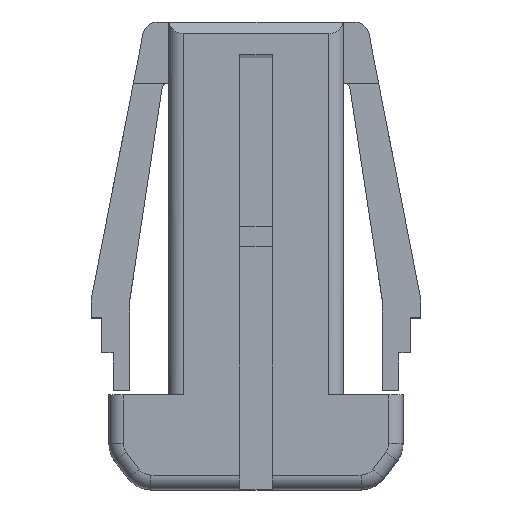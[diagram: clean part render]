
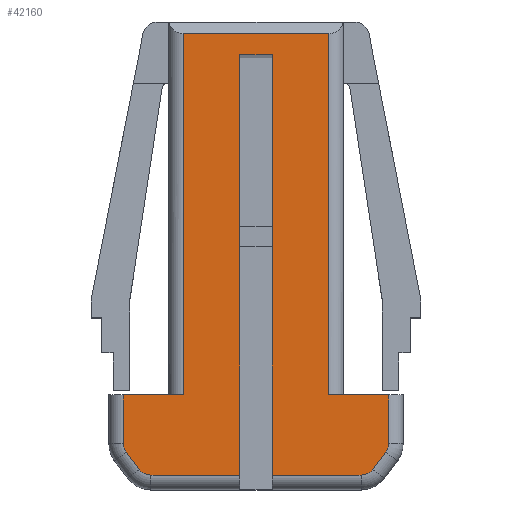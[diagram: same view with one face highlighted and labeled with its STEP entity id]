
A CAD part, top view. The second image highlights one B-rep face of the part: STEP entity #42160.
In plain terms, the highlighted planar face has unit normal (0, 0, 1).
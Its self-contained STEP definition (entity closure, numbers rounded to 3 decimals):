
#570=CARTESIAN_POINT('',(-117.104,-48.849,
58.92));
#580=VERTEX_POINT('',#570);
#740=CARTESIAN_POINT('',(-120.158,-48.849,
58.92));
#750=VERTEX_POINT('',#740);
#780=CARTESIAN_POINT('',(-117.958,-48.849,
58.92));
#790=DIRECTION('',(1.,0.,0.));
#800=VECTOR('',#790,1.);
#810=LINE('',#780,#800);
#820=EDGE_CURVE('',#750,#580,#810,.T.);
#4550=CARTESIAN_POINT('',(-117.104,-48.349,
58.92));
#4560=DIRECTION('',(0.,-0.,-1.));
#4570=DIRECTION('',(0.,1.,0.));
#4580=AXIS2_PLACEMENT_3D('',#4550,#4560,#4570);
#4590=CIRCLE('',#4580,0.5);
#4600=CARTESIAN_POINT('',(-116.706,-48.651,
58.92));
#4610=VERTEX_POINT('',#4600);
#4620=EDGE_CURVE('',#4610,#580,#4590,.T.);
#8580=CARTESIAN_POINT('',(-124.71,-48.651,
58.92));
#8590=VERTEX_POINT('',#8580);
#8620=CARTESIAN_POINT('',(-124.312,-48.349,
58.92));
#8630=DIRECTION('',(0.,-0.,-1.));
#8640=DIRECTION('',(0.,1.,0.));
#8650=AXIS2_PLACEMENT_3D('',#8620,#8630,#8640);
#8660=CIRCLE('',#8650,0.5);
#8670=CARTESIAN_POINT('',(-124.312,-48.849,
58.92));
#8680=VERTEX_POINT('',#8670);
#8690=EDGE_CURVE('',#8680,#8590,#8660,.T.);
#9020=CARTESIAN_POINT('',(-121.258,-48.849,
58.92));
#9030=VERTEX_POINT('',#9020);
#9130=CARTESIAN_POINT('',(-117.958,-48.849,
58.92));
#9140=DIRECTION('',(1.,0.,0.));
#9150=VECTOR('',#9140,1.);
#9160=LINE('',#9130,#9150);
#9170=EDGE_CURVE('',#8680,#9030,#9160,.T.);
#15070=CARTESIAN_POINT('',(-125.258,-47.762,
58.92));
#15080=VERTEX_POINT('',#15070);
#15110=CARTESIAN_POINT('',(-124.758,-47.762,
58.92));
#15120=DIRECTION('',(0.,-0.,-1.));
#15130=DIRECTION('',(0.,1.,0.));
#15140=AXIS2_PLACEMENT_3D('',#15110,#15120,#15130);
#15150=CIRCLE('',#15140,0.5);
#15160=CARTESIAN_POINT('',(-125.156,-48.064,
58.92));
#15170=VERTEX_POINT('',#15160);
#15180=EDGE_CURVE('',#15170,#15080,#15150,.T.);
#15580=CARTESIAN_POINT('',(-121.258,-34.424,
58.92));
#15590=VERTEX_POINT('',#15580);
#15620=CARTESIAN_POINT('',(-119.058,-34.424,
58.92));
#15630=DIRECTION('',(-1.,0.,0.));
#15640=VECTOR('',#15630,1.);
#15650=LINE('',#15620,#15640);
#15660=CARTESIAN_POINT('',(-120.158,-34.424,
58.92));
#15670=VERTEX_POINT('',#15660);
#15680=EDGE_CURVE('',#15670,#15590,#15650,.T.);
#22320=CARTESIAN_POINT('',(-123.208,-33.699,
58.92));
#22330=VERTEX_POINT('',#22320);
#22490=CARTESIAN_POINT('',(-118.208,-33.699,
58.92));
#22500=VERTEX_POINT('',#22490);
#22530=CARTESIAN_POINT('',(-120.708,-33.699,
58.92));
#22540=DIRECTION('',(-1.,0.,0.));
#22550=VECTOR('',#22540,1.);
#22560=LINE('',#22530,#22550);
#22570=EDGE_CURVE('',#22500,#22330,#22560,.T.);
#25620=CARTESIAN_POINT('',(-118.208,-46.099,
58.92));
#25630=VERTEX_POINT('',#25620);
#25660=CARTESIAN_POINT('',(-118.208,-40.131,
58.92));
#25670=DIRECTION('',(0.,-1.,0.));
#25680=VECTOR('',#25670,1.);
#25690=LINE('',#25660,#25680);
#25700=EDGE_CURVE('',#22500,#25630,#25690,.T.);
#39050=CARTESIAN_POINT('',(-131.185,-40.131,
58.92));
#39060=DIRECTION('',(-0.605,0.796,0.));
#39070=VECTOR('',#39060,1.);
#39080=LINE('',#39050,#39070);
#39090=EDGE_CURVE('',#8590,#15170,#39080,.T.);
#41350=CARTESIAN_POINT('',(-119.383,-41.636,
58.92));
#41360=DIRECTION('',(-0.,0.,1.));
#41370=DIRECTION('',(1.,0.,0.));
#41380=AXIS2_PLACEMENT_3D('',#41350,#41360,#41370);
#41390=PLANE('',#41380);
#41400=CARTESIAN_POINT('',(-120.158,-40.131,
58.92));
#41410=DIRECTION('',(0.,-1.,0.));
#41420=VECTOR('',#41410,1.);
#41430=LINE('',#41400,#41420);
#41440=EDGE_CURVE('',#15670,#750,#41430,.T.);
#41450=ORIENTED_EDGE('',*,*,#41440,.T.);
#41460=ORIENTED_EDGE('',*,*,#15680,.F.);
#41470=CARTESIAN_POINT('',(-121.258,-40.131,
58.92));
#41480=DIRECTION('',(0.,-1.,0.));
#41490=VECTOR('',#41480,1.);
#41500=LINE('',#41470,#41490);
#41510=EDGE_CURVE('',#15590,#9030,#41500,.T.);
#41520=ORIENTED_EDGE('',*,*,#41510,.F.);
#41530=ORIENTED_EDGE('',*,*,#9170,.T.);
#41540=ORIENTED_EDGE('',*,*,#8690,.F.);
#41550=ORIENTED_EDGE('',*,*,#39090,.F.);
#41560=ORIENTED_EDGE('',*,*,#15180,.F.);
#41570=CARTESIAN_POINT('',(-125.258,-40.131,
58.92));
#41580=DIRECTION('',(0.,1.,0.));
#41590=VECTOR('',#41580,1.);
#41600=LINE('',#41570,#41590);
#41610=CARTESIAN_POINT('',(-125.258,-46.099,
58.92));
#41620=VERTEX_POINT('',#41610);
#41630=EDGE_CURVE('',#15080,#41620,#41600,.T.);
#41640=ORIENTED_EDGE('',*,*,#41630,.F.);
#41650=CARTESIAN_POINT('',(-117.958,-46.099,
58.92));
#41660=DIRECTION('',(1.,0.,0.));
#41670=VECTOR('',#41660,1.);
#41680=LINE('',#41650,#41670);
#41690=CARTESIAN_POINT('',(-123.208,-46.099,
58.92));
#41700=VERTEX_POINT('',#41690);
#41710=EDGE_CURVE('',#41620,#41700,#41680,.T.);
#41720=ORIENTED_EDGE('',*,*,#41710,.F.);
#41730=CARTESIAN_POINT('',(-123.208,-40.131,
58.92));
#41740=DIRECTION('',(0.,-1.,0.));
#41750=VECTOR('',#41740,1.);
#41760=LINE('',#41730,#41750);
#41770=EDGE_CURVE('',#22330,#41700,#41760,.T.);
#41780=ORIENTED_EDGE('',*,*,#41770,.T.);
#41790=ORIENTED_EDGE('',*,*,#22570,.T.);
#41800=ORIENTED_EDGE('',*,*,#25700,.F.);
#41810=CARTESIAN_POINT('',(-123.458,-46.099,
58.92));
#41820=DIRECTION('',(-1.,0.,0.));
#41830=VECTOR('',#41820,1.);
#41840=LINE('',#41810,#41830);
#41850=CARTESIAN_POINT('',(-116.158,-46.099,
58.92));
#41860=VERTEX_POINT('',#41850);
#41870=EDGE_CURVE('',#41860,#25630,#41840,.T.);
#41880=ORIENTED_EDGE('',*,*,#41870,.T.);
#41890=CARTESIAN_POINT('',(-116.158,-40.131,
58.92));
#41900=DIRECTION('',(0.,-1.,0.));
#41910=VECTOR('',#41900,1.);
#41920=LINE('',#41890,#41910);
#41930=CARTESIAN_POINT('',(-116.158,-47.762,
58.92));
#41940=VERTEX_POINT('',#41930);
#41950=EDGE_CURVE('',#41860,#41940,#41920,.T.);
#41960=ORIENTED_EDGE('',*,*,#41950,.F.);
#41970=CARTESIAN_POINT('',(-116.658,-47.762,
58.92));
#41980=DIRECTION('',(0.,0.,1.));
#41990=DIRECTION('',(0.,-1.,0.));
#42000=AXIS2_PLACEMENT_3D('',#41970,#41980,#41990);
#42010=CIRCLE('',#42000,0.5);
#42020=CARTESIAN_POINT('',(-116.26,-48.064,
58.92));
#42030=VERTEX_POINT('',#42020);
#42040=EDGE_CURVE('',#42030,#41940,#42010,.T.);
#42050=ORIENTED_EDGE('',*,*,#42040,.T.);
#42060=CARTESIAN_POINT('',(-110.23,-40.131,
58.92));
#42070=DIRECTION('',(-0.605,-0.796,0.));
#42080=VECTOR('',#42070,1.);
#42090=LINE('',#42060,#42080);
#42100=EDGE_CURVE('',#42030,#4610,#42090,.T.);
#42110=ORIENTED_EDGE('',*,*,#42100,.F.);
#42120=ORIENTED_EDGE('',*,*,#4620,.F.);
#42130=ORIENTED_EDGE('',*,*,#820,.T.);
#42140=EDGE_LOOP('',(#42130,#42120,#42110,#42050,#41960,#41880,#41800,
#41790,#41780,#41720,#41640,#41560,#41550,#41540,#41530,#41520,#41460,
#41450));
#42150=FACE_OUTER_BOUND('',#42140,.T.);
#42160=ADVANCED_FACE('',(#42150),#41390,.T.);
